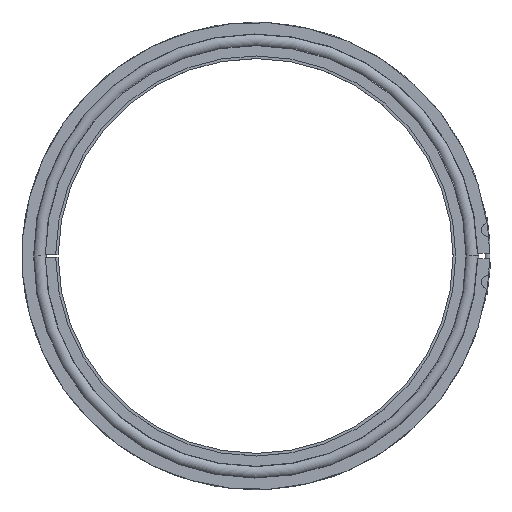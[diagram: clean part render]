
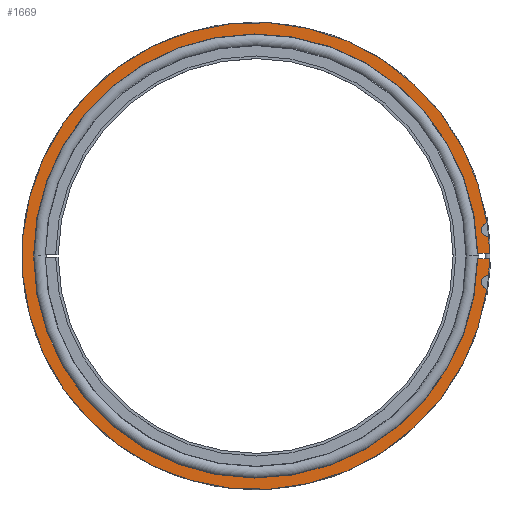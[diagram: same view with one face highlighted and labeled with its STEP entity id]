
A CAD part, top view. The second image highlights one B-rep face of the part: STEP entity #1669.
In plain terms, the highlighted planar face has unit normal (0, 0, 1).
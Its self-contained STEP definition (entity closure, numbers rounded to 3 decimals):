
#58 = FACE_OUTER_BOUND ( 'NONE', #1039, .T. ) ;
#271 = ORIENTED_EDGE ( 'NONE', *, *, #2621, .F. ) ;
#280 = ORIENTED_EDGE ( 'NONE', *, *, #2619, .F. ) ;
#288 = AXIS2_PLACEMENT_3D ( 'NONE', #1655, #1651, #1642 ) ;
#292 = ORIENTED_EDGE ( 'NONE', *, *, #2616, .F. ) ;
#299 = AXIS2_PLACEMENT_3D ( 'NONE', #1684, #1682, #1675 ) ;
#314 = ORIENTED_EDGE ( 'NONE', *, *, #2505, .T. ) ;
#323 = AXIS2_PLACEMENT_3D ( 'NONE', #1872, #1862, #1856 ) ;
#347 = AXIS2_PLACEMENT_3D ( 'NONE', #2362, #2360, #2347 ) ;
#361 = CARTESIAN_POINT ( 'NONE',  ( 89.039, -7.512, 1.95 ) ) ;
#380 = CARTESIAN_POINT ( 'NONE',  ( 89.039, 7.512, 1.95 ) ) ;
#381 = AXIS2_PLACEMENT_3D ( 'NONE', #2563, #2559, #2554 ) ;
#395 = AXIS2_PLACEMENT_3D ( 'NONE', #2401, #2427, #666 ) ;
#614 = ORIENTED_EDGE ( 'NONE', *, *, #2562, .T. ) ;
#666 = DIRECTION ( 'NONE',  ( 1., 0., 0. ) ) ;
#688 = VERTEX_POINT ( 'NONE', #999 ) ;
#733 = VERTEX_POINT ( 'NONE', #1127 ) ;
#999 = CARTESIAN_POINT ( 'NONE',  ( 88.479, 12.48, 1.95 ) ) ;
#1039 = EDGE_LOOP ( 'NONE', ( #1193, #1951, #314, #1291, #292, #280, #614, #271 ) ) ;
#1119 = LINE ( 'NONE', #1703, #1753 ) ;
#1127 = CARTESIAN_POINT ( 'NONE',  ( 89.349, -1., 1.95 ) ) ;
#1193 = ORIENTED_EDGE ( 'NONE', *, *, #2536, .T. ) ;
#1203 = CARTESIAN_POINT ( 'NONE',  ( 88.479, -12.48, 1.95 ) ) ;
#1217 = CARTESIAN_POINT ( 'NONE',  ( 84.912, -1., 1.95 ) ) ;
#1231 = VERTEX_POINT ( 'NONE', #361 ) ;
#1276 = CARTESIAN_POINT ( 'NONE',  ( 84.912, 1., 1.95 ) ) ;
#1291 = ORIENTED_EDGE ( 'NONE', *, *, #2615, .F. ) ;
#1323 = VERTEX_POINT ( 'NONE', #380 ) ;
#1452 = AXIS2_PLACEMENT_3D ( 'NONE', #1778, #1962, #1810 ) ;
#1512 = VERTEX_POINT ( 'NONE', #1203 ) ;
#1533 = VERTEX_POINT ( 'NONE', #1217 ) ;
#1555 = VERTEX_POINT ( 'NONE', #2386 ) ;
#1589 = CIRCLE ( 'NONE', #395, 89.355 ) ;
#1642 = DIRECTION ( 'NONE',  ( 1., 0., 0. ) ) ;
#1651 = DIRECTION ( 'NONE',  ( 0., 0., 1. ) ) ;
#1655 = CARTESIAN_POINT ( 'NONE',  ( 88.794, 10., 1.95 ) ) ;
#1669 = ADVANCED_FACE ( 'NONE', ( #58 ), #2387, .F. ) ;
#1675 = DIRECTION ( 'NONE',  ( 1., 0., 0. ) ) ;
#1682 = DIRECTION ( 'NONE',  ( 0., 0., 1. ) ) ;
#1684 = CARTESIAN_POINT ( 'NONE',  ( 0., 0., 1.95 ) ) ;
#1703 = CARTESIAN_POINT ( 'NONE',  ( 84.812, 1., 1.95 ) ) ;
#1733 = DIRECTION ( 'NONE',  ( 1., 0., 0. ) ) ;
#1739 = CARTESIAN_POINT ( 'NONE',  ( 84.812, -1., 1.95 ) ) ;
#1748 = DIRECTION ( 'NONE',  ( -1., 0., 0. ) ) ;
#1753 = VECTOR ( 'NONE', #1748, 1000. ) ;
#1769 = LINE ( 'NONE', #1739, #1771 ) ;
#1771 = VECTOR ( 'NONE', #1733, 1000. ) ;
#1778 = CARTESIAN_POINT ( 'NONE',  ( -89.355, 0., 1.95 ) ) ;
#1779 = CIRCLE ( 'NONE', #299, 84.918 ) ;
#1810 = DIRECTION ( 'NONE',  ( -1., 0., 0. ) ) ;
#1823 = VERTEX_POINT ( 'NONE', #1276 ) ;
#1856 = DIRECTION ( 'NONE',  ( 1., 0., 0. ) ) ;
#1862 = DIRECTION ( 'NONE',  ( 0., 0., 1. ) ) ;
#1872 = CARTESIAN_POINT ( 'NONE',  ( 88.794, -10., 1.95 ) ) ;
#1880 = CIRCLE ( 'NONE', #323, 2.5 ) ;
#1951 = ORIENTED_EDGE ( 'NONE', *, *, #2610, .F. ) ;
#1962 = DIRECTION ( 'NONE',  ( 0., 0., -1. ) ) ;
#2033 = CIRCLE ( 'NONE', #347, 89.355 ) ;
#2347 = DIRECTION ( 'NONE',  ( 1., 0., 0. ) ) ;
#2360 = DIRECTION ( 'NONE',  ( 0., 0., 1. ) ) ;
#2362 = CARTESIAN_POINT ( 'NONE',  ( 0., 0., 1.95 ) ) ;
#2386 = CARTESIAN_POINT ( 'NONE',  ( 89.349, 1., 1.95 ) ) ;
#2387 = PLANE ( 'NONE',  #1452 ) ;
#2401 = CARTESIAN_POINT ( 'NONE',  ( 0., 0., 1.95 ) ) ;
#2427 = DIRECTION ( 'NONE',  ( 0., 0., 1. ) ) ;
#2505 = EDGE_CURVE ( 'NONE', #1231, #733, #1589, .T. ) ;
#2524 = CIRCLE ( 'NONE', #288, 2.5 ) ;
#2536 = EDGE_CURVE ( 'NONE', #688, #1512, #2750, .T. ) ;
#2554 = DIRECTION ( 'NONE',  ( 1., 0., 0. ) ) ;
#2559 = DIRECTION ( 'NONE',  ( 0., 0., 1. ) ) ;
#2562 = EDGE_CURVE ( 'NONE', #1555, #1323, #2033, .T. ) ;
#2563 = CARTESIAN_POINT ( 'NONE',  ( 0., 0., 1.95 ) ) ;
#2610 = EDGE_CURVE ( 'NONE', #1231, #1512, #1880, .T. ) ;
#2615 = EDGE_CURVE ( 'NONE', #1533, #733, #1769, .T. ) ;
#2616 = EDGE_CURVE ( 'NONE', #1823, #1533, #1779, .T. ) ;
#2619 = EDGE_CURVE ( 'NONE', #1555, #1823, #1119, .T. ) ;
#2621 = EDGE_CURVE ( 'NONE', #688, #1323, #2524, .T. ) ;
#2750 = CIRCLE ( 'NONE', #381, 89.355 ) ;
